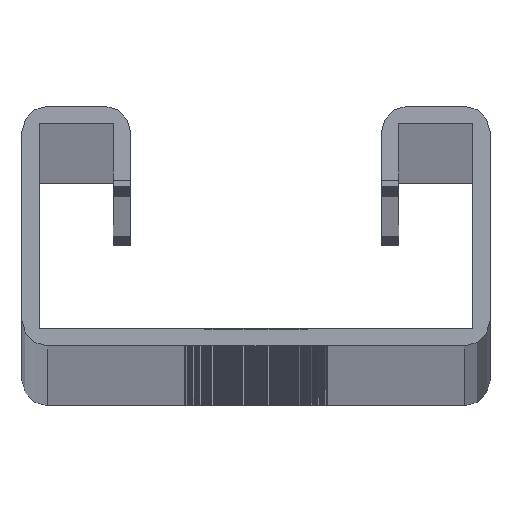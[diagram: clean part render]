
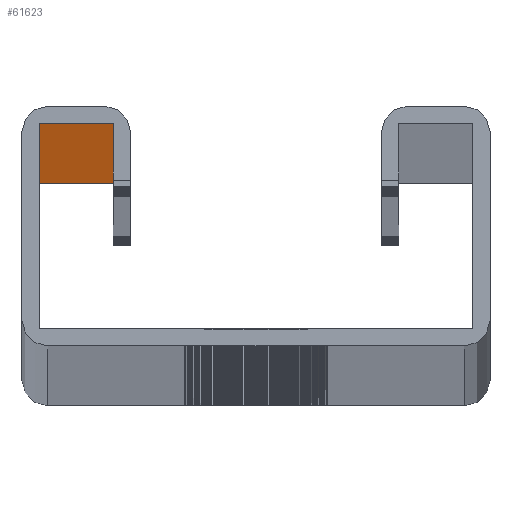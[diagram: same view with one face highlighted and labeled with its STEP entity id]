
A CAD part, top view. The second image highlights one B-rep face of the part: STEP entity #61623.
In plain terms, the highlighted planar face has unit normal (0, -1, 0).
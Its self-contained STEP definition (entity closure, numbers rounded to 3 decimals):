
#518 = DIRECTION ( 'NONE',  ( 1., 0., 0. ) ) ;
#2113 = CARTESIAN_POINT ( 'NONE',  ( -19., 19.5, -3000. ) ) ;
#3257 = PLANE ( 'NONE',  #17814 ) ;
#3344 = EDGE_CURVE ( 'NONE', #43811, #50902, #34248, .T. ) ;
#6761 = CARTESIAN_POINT ( 'NONE',  ( -19., 19.5, 0. ) ) ;
#7173 = EDGE_CURVE ( 'NONE', #51700, #49221, #15755, .T. ) ;
#10252 = CARTESIAN_POINT ( 'NONE',  ( -12.5, 19.5, 0. ) ) ;
#11833 = ORIENTED_EDGE ( 'NONE', *, *, #43468, .T. ) ;
#15755 = LINE ( 'NONE', #44891, #49362 ) ;
#17266 = DIRECTION ( 'NONE',  ( 0., 0., -1. ) ) ;
#17814 = AXIS2_PLACEMENT_3D ( 'NONE', #45851, #27078, #17266 ) ;
#19551 = CARTESIAN_POINT ( 'NONE',  ( 0., 19.5, 0. ) ) ;
#20839 = CARTESIAN_POINT ( 'NONE',  ( -20.5, 19.5, -3000. ) ) ;
#21554 = ORIENTED_EDGE ( 'NONE', *, *, #23299, .F. ) ;
#23299 = EDGE_CURVE ( 'NONE', #51700, #43811, #61363, .T. ) ;
#26201 = VECTOR ( 'NONE', #518, 1000. ) ;
#27078 = DIRECTION ( 'NONE',  ( 0., -1., 0. ) ) ;
#29026 = CARTESIAN_POINT ( 'NONE',  ( -12.5, 19.5, -3000. ) ) ;
#32784 = VECTOR ( 'NONE', #51878, 1000. ) ;
#33944 = FACE_OUTER_BOUND ( 'NONE', #37103, .T. ) ;
#34248 = LINE ( 'NONE', #37651, #32784 ) ;
#37103 = EDGE_LOOP ( 'NONE', ( #21554, #49329, #11833, #46923 ) ) ;
#37651 = CARTESIAN_POINT ( 'NONE',  ( -12.5, 19.5, -1500. ) ) ;
#38750 = VECTOR ( 'NONE', #54453, 1000. ) ;
#43468 = EDGE_CURVE ( 'NONE', #49221, #50902, #44732, .T. ) ;
#43811 = VERTEX_POINT ( 'NONE', #10252 ) ;
#44732 = LINE ( 'NONE', #20839, #38750 ) ;
#44891 = CARTESIAN_POINT ( 'NONE',  ( -19., 19.5, -1500. ) ) ;
#45851 = CARTESIAN_POINT ( 'NONE',  ( -20.5, 19.5, -1500. ) ) ;
#46923 = ORIENTED_EDGE ( 'NONE', *, *, #3344, .F. ) ;
#49221 = VERTEX_POINT ( 'NONE', #2113 ) ;
#49329 = ORIENTED_EDGE ( 'NONE', *, *, #7173, .T. ) ;
#49362 = VECTOR ( 'NONE', #54731, 1000. ) ;
#50902 = VERTEX_POINT ( 'NONE', #29026 ) ;
#51700 = VERTEX_POINT ( 'NONE', #6761 ) ;
#51878 = DIRECTION ( 'NONE',  ( 0., 0., -1. ) ) ;
#54453 = DIRECTION ( 'NONE',  ( 1., 0., 0. ) ) ;
#54731 = DIRECTION ( 'NONE',  ( 0., 0., -1. ) ) ;
#61363 = LINE ( 'NONE', #19551, #26201 ) ;
#61623 = ADVANCED_FACE ( 'NONE', ( #33944 ), #3257, .T. ) ;
